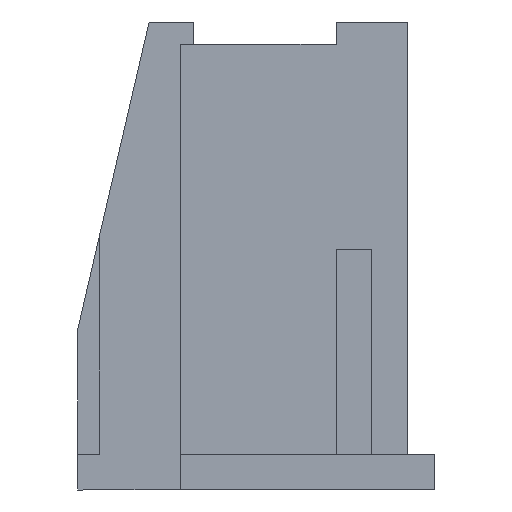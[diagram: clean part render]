
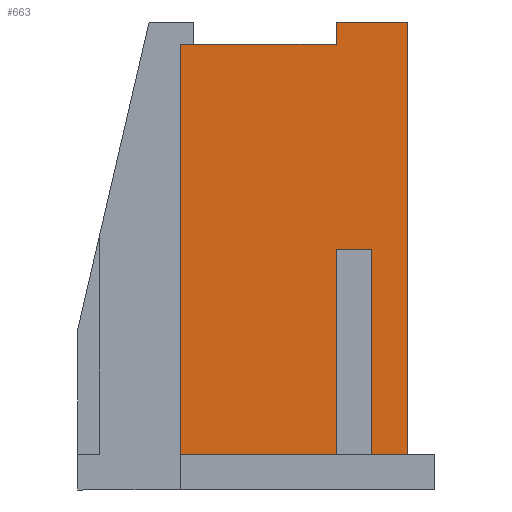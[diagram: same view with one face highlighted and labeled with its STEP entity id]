
A CAD part, left-side view. The second image highlights one B-rep face of the part: STEP entity #663.
In plain terms, the highlighted planar face has unit normal (-1, 0, 0).
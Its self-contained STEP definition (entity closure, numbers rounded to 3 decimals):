
#231 = EDGE_CURVE ( 'NONE', #4414, #232, #2350, .T. ) ;
#232 = VERTEX_POINT ( 'NONE', #2346 ) ;
#527 = EDGE_CURVE ( 'NONE', #528, #232, #2995, .T. ) ;
#528 = VERTEX_POINT ( 'NONE', #2991 ) ;
#598 = ORIENTED_EDGE ( 'NONE', *, *, #4413, .T. ) ;
#599 = ORIENTED_EDGE ( 'NONE', *, *, #600, .T. ) ;
#600 = EDGE_CURVE ( 'NONE', #4411, #667, #3121, .T. ) ;
#663 = ADVANCED_FACE ( 'NONE', ( #3444 ), #3429, .F. ) ;
#664 = EDGE_LOOP ( 'NONE', ( #665, #669, #671, #672, #675, #678, #680, #681, #598, #599 ) ) ;
#665 = ORIENTED_EDGE ( 'NONE', *, *, #666, .T. ) ;
#666 = EDGE_CURVE ( 'NONE', #667, #668, #3424, .T. ) ;
#667 = VERTEX_POINT ( 'NONE', #3420 ) ;
#668 = VERTEX_POINT ( 'NONE', #3419 ) ;
#669 = ORIENTED_EDGE ( 'NONE', *, *, #670, .T. ) ;
#670 = EDGE_CURVE ( 'NONE', #668, #4402, #3418, .T. ) ;
#671 = ORIENTED_EDGE ( 'NONE', *, *, #4454, .T. ) ;
#672 = ORIENTED_EDGE ( 'NONE', *, *, #673, .T. ) ;
#673 = EDGE_CURVE ( 'NONE', #4452, #674, #3414, .T. ) ;
#674 = VERTEX_POINT ( 'NONE', #3410 ) ;
#675 = ORIENTED_EDGE ( 'NONE', *, *, #676, .F. ) ;
#676 = EDGE_CURVE ( 'NONE', #677, #674, #3354, .T. ) ;
#677 = VERTEX_POINT ( 'NONE', #3350 ) ;
#678 = ORIENTED_EDGE ( 'NONE', *, *, #679, .T. ) ;
#679 = EDGE_CURVE ( 'NONE', #677, #528, #3349, .T. ) ;
#680 = ORIENTED_EDGE ( 'NONE', *, *, #527, .T. ) ;
#681 = ORIENTED_EDGE ( 'NONE', *, *, #231, .F. ) ;
#2346 = CARTESIAN_POINT ( 'NONE',  ( -28.2, 5.1, -0.5 ) ) ;
#2347 = DIRECTION ( 'NONE',  ( 0., 0., 1. ) ) ;
#2348 = VECTOR ( 'NONE', #2347, 1000. ) ;
#2349 = CARTESIAN_POINT ( 'NONE',  ( -28.2, 5.1, 0. ) ) ;
#2350 = LINE ( 'NONE', #2349, #2348 ) ;
#2991 = CARTESIAN_POINT ( 'NONE',  ( -28.2, 1.6, -0.5 ) ) ;
#2992 = DIRECTION ( 'NONE',  ( 0., 1., 0. ) ) ;
#2993 = VECTOR ( 'NONE', #2992, 1000. ) ;
#2994 = CARTESIAN_POINT ( 'NONE',  ( -28.2, 5.1, -0.5 ) ) ;
#2995 = LINE ( 'NONE', #2994, #2993 ) ;
#3118 = DIRECTION ( 'NONE',  ( 0., 0., 1. ) ) ;
#3119 = VECTOR ( 'NONE', #3118, 1000. ) ;
#3120 = CARTESIAN_POINT ( 'NONE',  ( -28.2, 1.6, -9.7 ) ) ;
#3121 = LINE ( 'NONE', #3120, #3119 ) ;
#3346 = DIRECTION ( 'NONE',  ( 0., 0., -1. ) ) ;
#3347 = VECTOR ( 'NONE', #3346, 1000. ) ;
#3348 = CARTESIAN_POINT ( 'NONE',  ( -28.2, 1.6, 0. ) ) ;
#3349 = LINE ( 'NONE', #3348, #3347 ) ;
#3350 = CARTESIAN_POINT ( 'NONE',  ( -28.2, 1.6, 0. ) ) ;
#3351 = DIRECTION ( 'NONE',  ( 0., -1., 0. ) ) ;
#3352 = VECTOR ( 'NONE', #3351, 1000. ) ;
#3353 = CARTESIAN_POINT ( 'NONE',  ( -28.2, 5.1, 0. ) ) ;
#3354 = LINE ( 'NONE', #3353, #3352 ) ;
#3410 = CARTESIAN_POINT ( 'NONE',  ( -28.2, 0., 0. ) ) ;
#3411 = DIRECTION ( 'NONE',  ( 0., 0., 1. ) ) ;
#3412 = VECTOR ( 'NONE', #3411, 1000. ) ;
#3413 = CARTESIAN_POINT ( 'NONE',  ( -28.2, 0., 0. ) ) ;
#3414 = LINE ( 'NONE', #3413, #3412 ) ;
#3415 = DIRECTION ( 'NONE',  ( 0., 0., -1. ) ) ;
#3416 = VECTOR ( 'NONE', #3415, 1000. ) ;
#3417 = CARTESIAN_POINT ( 'NONE',  ( -28.2, 0.8, -5.1 ) ) ;
#3418 = LINE ( 'NONE', #3417, #3416 ) ;
#3419 = CARTESIAN_POINT ( 'NONE',  ( -28.2, 0.8, -5.1 ) ) ;
#3420 = CARTESIAN_POINT ( 'NONE',  ( -28.2, 1.6, -5.1 ) ) ;
#3421 = DIRECTION ( 'NONE',  ( 0., -1., 0. ) ) ;
#3422 = VECTOR ( 'NONE', #3421, 1000. ) ;
#3423 = CARTESIAN_POINT ( 'NONE',  ( -28.2, 1.6, -5.1 ) ) ;
#3424 = LINE ( 'NONE', #3423, #3422 ) ;
#3425 = DIRECTION ( 'NONE',  ( 0., 0., -1. ) ) ;
#3426 = DIRECTION ( 'NONE',  ( 1., 0., 0. ) ) ;
#3427 = CARTESIAN_POINT ( 'NONE',  ( -28.2, 5.1, 0. ) ) ;
#3428 = AXIS2_PLACEMENT_3D ( 'NONE', #3427, #3426, #3425 ) ;
#3429 = PLANE ( 'NONE',  #3428 ) ;
#3444 = FACE_OUTER_BOUND ( 'NONE', #664, .T. ) ;
#4402 = VERTEX_POINT ( 'NONE', #4826 ) ;
#4411 = VERTEX_POINT ( 'NONE', #4811 ) ;
#4413 = EDGE_CURVE ( 'NONE', #4414, #4411, #4871, .T. ) ;
#4414 = VERTEX_POINT ( 'NONE', #4867 ) ;
#4452 = VERTEX_POINT ( 'NONE', #5256 ) ;
#4454 = EDGE_CURVE ( 'NONE', #4402, #4452, #5255, .T. ) ;
#4811 = CARTESIAN_POINT ( 'NONE',  ( -28.2, 1.6, -9.7 ) ) ;
#4826 = CARTESIAN_POINT ( 'NONE',  ( -28.2, 0.8, -9.7 ) ) ;
#4867 = CARTESIAN_POINT ( 'NONE',  ( -28.2, 5.1, -9.7 ) ) ;
#4868 = DIRECTION ( 'NONE',  ( 0., -1., 0. ) ) ;
#4869 = VECTOR ( 'NONE', #4868, 1000. ) ;
#4870 = CARTESIAN_POINT ( 'NONE',  ( -28.2, 5.1, -9.7 ) ) ;
#4871 = LINE ( 'NONE', #4870, #4869 ) ;
#5252 = DIRECTION ( 'NONE',  ( 0., -1., 0. ) ) ;
#5253 = VECTOR ( 'NONE', #5252, 1000. ) ;
#5254 = CARTESIAN_POINT ( 'NONE',  ( -28.2, 5.1, -9.7 ) ) ;
#5255 = LINE ( 'NONE', #5254, #5253 ) ;
#5256 = CARTESIAN_POINT ( 'NONE',  ( -28.2, 0., -9.7 ) ) ;
